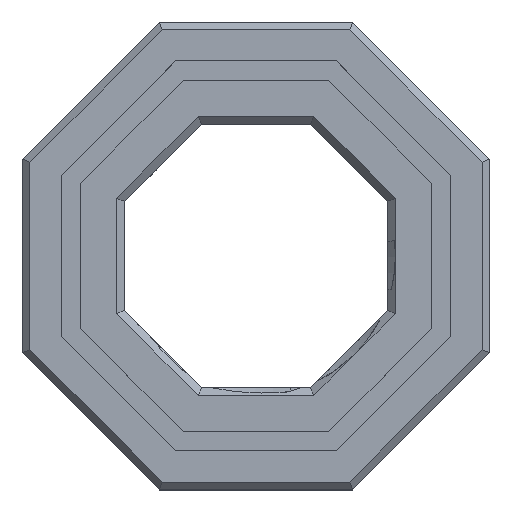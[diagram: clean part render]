
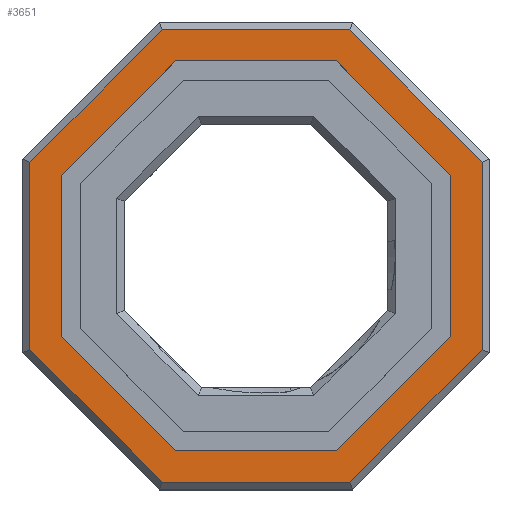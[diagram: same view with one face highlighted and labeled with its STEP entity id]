
A CAD part, top view. The second image highlights one B-rep face of the part: STEP entity #3651.
In plain terms, the highlighted planar face has unit normal (0, 0, 1).
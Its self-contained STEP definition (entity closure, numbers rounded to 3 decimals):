
#96=FACE_BOUND('',#815,.T.);
#405=PLANE('',#3819);
#606=FACE_OUTER_BOUND('',#814,.T.);
#814=EDGE_LOOP('',(#3285,#3286,#3287,#3288,#3289,#3290,#3291,#3292));
#815=EDGE_LOOP('',(#3293,#3294,#3295,#3296,#3297,#3298,#3299,#3300));
#1077=LINE('',#7606,#1390);
#1081=LINE('',#7614,#1394);
#1084=LINE('',#7620,#1397);
#1087=LINE('',#7626,#1400);
#1090=LINE('',#7632,#1403);
#1093=LINE('',#7638,#1406);
#1096=LINE('',#7644,#1409);
#1099=LINE('',#7649,#1412);
#1101=LINE('',#7655,#1414);
#1102=LINE('',#7657,#1415);
#1103=LINE('',#7659,#1416);
#1104=LINE('',#7661,#1417);
#1105=LINE('',#7663,#1418);
#1106=LINE('',#7665,#1419);
#1107=LINE('',#7667,#1420);
#1108=LINE('',#7668,#1421);
#1390=VECTOR('',#4330,10.);
#1394=VECTOR('',#4336,10.);
#1397=VECTOR('',#4341,10.);
#1400=VECTOR('',#4346,10.);
#1403=VECTOR('',#4351,10.);
#1406=VECTOR('',#4356,10.);
#1409=VECTOR('',#4361,10.);
#1412=VECTOR('',#4366,10.);
#1414=VECTOR('',#4372,10.);
#1415=VECTOR('',#4373,10.);
#1416=VECTOR('',#4374,10.);
#1417=VECTOR('',#4375,10.);
#1418=VECTOR('',#4376,10.);
#1419=VECTOR('',#4377,10.);
#1420=VECTOR('',#4378,10.);
#1421=VECTOR('',#4379,10.);
#1801=VERTEX_POINT('',#7604);
#1802=VERTEX_POINT('',#7605);
#1805=VERTEX_POINT('',#7613);
#1807=VERTEX_POINT('',#7619);
#1809=VERTEX_POINT('',#7625);
#1811=VERTEX_POINT('',#7631);
#1813=VERTEX_POINT('',#7637);
#1815=VERTEX_POINT('',#7643);
#1817=VERTEX_POINT('',#7653);
#1818=VERTEX_POINT('',#7654);
#1819=VERTEX_POINT('',#7656);
#1820=VERTEX_POINT('',#7658);
#1821=VERTEX_POINT('',#7660);
#1822=VERTEX_POINT('',#7662);
#1823=VERTEX_POINT('',#7664);
#1824=VERTEX_POINT('',#7666);
#2307=EDGE_CURVE('',#1801,#1802,#1077,.T.);
#2311=EDGE_CURVE('',#1805,#1801,#1081,.T.);
#2314=EDGE_CURVE('',#1807,#1805,#1084,.T.);
#2317=EDGE_CURVE('',#1809,#1807,#1087,.T.);
#2320=EDGE_CURVE('',#1811,#1809,#1090,.T.);
#2323=EDGE_CURVE('',#1813,#1811,#1093,.T.);
#2326=EDGE_CURVE('',#1815,#1813,#1096,.T.);
#2329=EDGE_CURVE('',#1802,#1815,#1099,.T.);
#2331=EDGE_CURVE('',#1817,#1818,#1101,.T.);
#2332=EDGE_CURVE('',#1819,#1817,#1102,.T.);
#2333=EDGE_CURVE('',#1820,#1819,#1103,.T.);
#2334=EDGE_CURVE('',#1821,#1820,#1104,.T.);
#2335=EDGE_CURVE('',#1822,#1821,#1105,.T.);
#2336=EDGE_CURVE('',#1823,#1822,#1106,.T.);
#2337=EDGE_CURVE('',#1824,#1823,#1107,.T.);
#2338=EDGE_CURVE('',#1818,#1824,#1108,.T.);
#3285=ORIENTED_EDGE('',*,*,#2331,.F.);
#3286=ORIENTED_EDGE('',*,*,#2332,.F.);
#3287=ORIENTED_EDGE('',*,*,#2333,.F.);
#3288=ORIENTED_EDGE('',*,*,#2334,.F.);
#3289=ORIENTED_EDGE('',*,*,#2335,.F.);
#3290=ORIENTED_EDGE('',*,*,#2336,.F.);
#3291=ORIENTED_EDGE('',*,*,#2337,.F.);
#3292=ORIENTED_EDGE('',*,*,#2338,.F.);
#3293=ORIENTED_EDGE('',*,*,#2307,.T.);
#3294=ORIENTED_EDGE('',*,*,#2329,.T.);
#3295=ORIENTED_EDGE('',*,*,#2326,.T.);
#3296=ORIENTED_EDGE('',*,*,#2323,.T.);
#3297=ORIENTED_EDGE('',*,*,#2320,.T.);
#3298=ORIENTED_EDGE('',*,*,#2317,.T.);
#3299=ORIENTED_EDGE('',*,*,#2314,.T.);
#3300=ORIENTED_EDGE('',*,*,#2311,.T.);
#3651=ADVANCED_FACE('',(#606,#96),#405,.T.);
#3819=AXIS2_PLACEMENT_3D('',#7652,#4370,#4371);
#4330=DIRECTION('',(0.,-1.,0.));
#4336=DIRECTION('',(0.707,-0.707,0.));
#4341=DIRECTION('',(1.,0.,0.));
#4346=DIRECTION('',(0.707,0.707,0.));
#4351=DIRECTION('',(0.,1.,0.));
#4356=DIRECTION('',(-0.707,0.707,0.));
#4361=DIRECTION('',(-1.,0.,0.));
#4366=DIRECTION('',(-0.707,-0.707,0.));
#4370=DIRECTION('center_axis',(0.,0.,1.));
#4371=DIRECTION('ref_axis',(1.,0.,0.));
#4372=DIRECTION('',(-0.707,-0.707,0.));
#4373=DIRECTION('',(0.,-1.,0.));
#4374=DIRECTION('',(0.707,-0.707,0.));
#4375=DIRECTION('',(1.,0.,0.));
#4376=DIRECTION('',(0.707,0.707,0.));
#4377=DIRECTION('',(0.,1.,0.));
#4378=DIRECTION('',(-0.707,0.707,0.));
#4379=DIRECTION('',(-1.,0.,0.));
#7604=CARTESIAN_POINT('',(10.,4.142,9.));
#7605=CARTESIAN_POINT('',(10.,-4.142,9.));
#7606=CARTESIAN_POINT('',(10.,2.071,9.));
#7613=CARTESIAN_POINT('',(4.142,10.,9.));
#7614=CARTESIAN_POINT('',(7.269,6.873,9.));
#7619=CARTESIAN_POINT('',(-4.142,10.,9.));
#7620=CARTESIAN_POINT('',(1.254,10.,9.));
#7625=CARTESIAN_POINT('',(-10.,4.142,9.));
#7626=CARTESIAN_POINT('',(-6.873,7.269,9.));
#7631=CARTESIAN_POINT('',(-10.,-4.142,9.));
#7632=CARTESIAN_POINT('',(-10.,-2.071,9.));
#7637=CARTESIAN_POINT('',(-4.142,-10.,9.));
#7638=CARTESIAN_POINT('',(-3.944,-10.198,9.));
#7643=CARTESIAN_POINT('',(4.142,-10.,9.));
#7644=CARTESIAN_POINT('',(5.396,-10.,9.));
#7649=CARTESIAN_POINT('',(10.198,-3.944,9.));
#7652=CARTESIAN_POINT('Origin',(6.65,0.,9.));
#7653=CARTESIAN_POINT('',(11.6,-4.805,9.));
#7654=CARTESIAN_POINT('',(4.805,-11.6,9.));
#7655=CARTESIAN_POINT('',(8.876,-7.528,9.));
#7656=CARTESIAN_POINT('',(11.6,4.805,9.));
#7657=CARTESIAN_POINT('',(11.6,0.,9.));
#7658=CARTESIAN_POINT('',(4.805,11.6,9.));
#7659=CARTESIAN_POINT('',(10.853,5.551,9.));
#7660=CARTESIAN_POINT('',(-4.805,11.6,9.));
#7661=CARTESIAN_POINT('',(4.723,11.6,9.));
#7662=CARTESIAN_POINT('',(-11.6,4.805,9.));
#7663=CARTESIAN_POINT('',(-5.551,10.853,9.));
#7664=CARTESIAN_POINT('',(-11.6,-4.805,9.));
#7665=CARTESIAN_POINT('',(-11.6,1.398,9.));
#7666=CARTESIAN_POINT('',(-4.805,-11.6,9.));
#7667=CARTESIAN_POINT('',(-7.528,-8.876,9.));
#7668=CARTESIAN_POINT('',(1.927,-11.6,9.));
